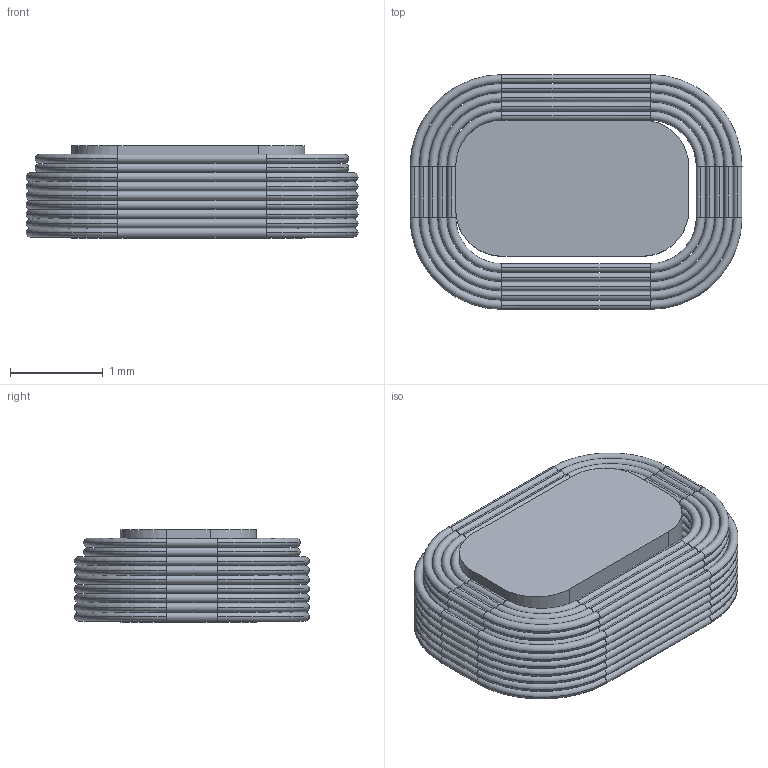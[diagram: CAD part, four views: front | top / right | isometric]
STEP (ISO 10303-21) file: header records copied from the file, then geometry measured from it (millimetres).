
FILE_DESCRIPTION (( 'STEP AP214' ), '1' );
FILE_NAME ('Prototype Coil Model Alpha.STEP', '2014-03-13T19:18:26', ( '' ), ( '' ), 'SwSTEP 2.0', 'SolidWorks 2013', '' );
FILE_SCHEMA (( 'AUTOMOTIVE_DESIGN' ));
Length unit declared in the file: millimetre
Products named in the file (1): Prototype Coil Model Alpha
Bounding box: 3.59 x 2.54 x 1 mm (x, y, z)
Volume: 6.2 mm3; surface area: 127.6 mm2
Topology: 44 solids, 44 shells, 784 faces, 2260 edges, 1478 vertices
Faces by surface type: torus 430, bspline 344, plane 6, cylinder 4
Entity records: 37439 total; most frequent: CARTESIAN_POINT 7791, DIRECTION 4698, ORIENTED_EDGE 4520, EDGE_CURVE 2260, AXIS2_PLACEMENT_3D 2169, CIRCLE 1728, VERTEX_POINT 1478, UNCERTAINTY_MEASURE_WITH_UNIT 820
